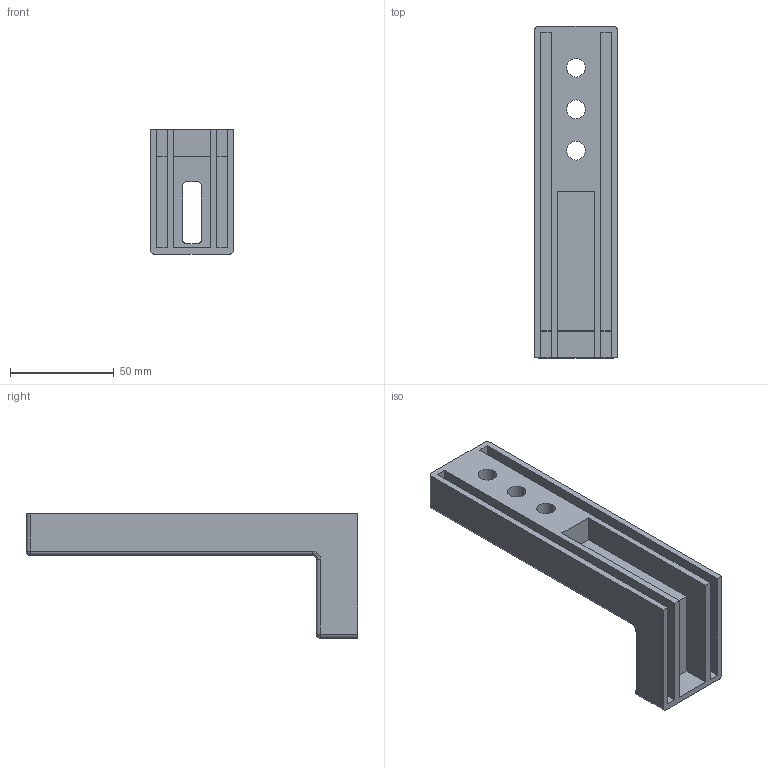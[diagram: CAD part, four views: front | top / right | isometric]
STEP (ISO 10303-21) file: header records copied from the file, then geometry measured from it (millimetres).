
FILE_DESCRIPTION (( 'STEP AP203' ), '1' );
FILE_NAME ('084.409.008.STEP', '2015-06-03T14:32:06', ( '' ), ( '' ), 'SwSTEP 2.0', 'SolidWorks 2012', '' );
FILE_SCHEMA (( 'CONFIG_CONTROL_DESIGN' ));
Length unit declared in the file: millimetre
Products named in the file (1): 084.409.008
Bounding box: 40 x 160 x 60 mm (x, y, z)
Volume: 85448.6 mm3; surface area: 40920.1 mm2
Topology: 1 solids, 1 shells, 82 faces, 209 edges, 126 vertices
Faces by surface type: plane 35, cylinder 33, torus 10, sphere 4
Entity records: 2522 total; most frequent: DIRECTION 447, CARTESIAN_POINT 414, ORIENTED_EDGE 410, EDGE_CURVE 205, AXIS2_PLACEMENT_3D 159, VECTOR 129, LINE 129, VERTEX_POINT 126
